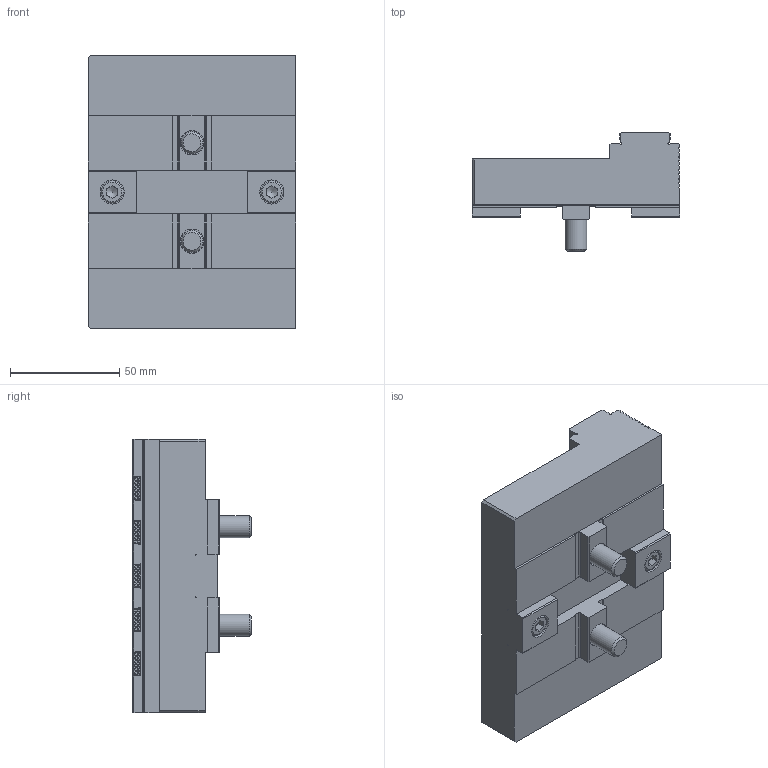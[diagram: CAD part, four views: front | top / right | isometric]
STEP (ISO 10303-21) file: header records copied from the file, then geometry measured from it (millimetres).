
FILE_DESCRIPTION(/* description */ (''),/* implementation_level */ '2;1');
FILE_NAME(/* name */ '301-0125-020-Kunde.stp',/* time_stamp */ '2023-01-20T13:27:00+01:00',/* author */ ('Chiacchiera'),/* organization */ (''),/* preprocessor_version */ 'ST-DEVELOPER v19.2',/* originating_system */ 'Autodesk Inventor 2023',/* authorisation */ '');
FILE_SCHEMA (('AUTOMOTIVE_DESIGN { 1 0 10303 214 3 1 1 }'));
Products named in the file (1): 301-0125-020-Kunde
Bounding box: 95 x 54 x 125 mm (x, y, z)
Volume: 296186.8 mm3; surface area: 50136.2 mm2
Topology: 1 solids, 27 shells, 1489 faces, 4183 edges, 2741 vertices
Faces by surface type: plane 876, cylinder 474, cone 120, torus 19
Full cylindrical faces by diameter (mm): 2.459 x11, 3 x11, 3.5 x11, 4 x11, 4.917 x2, 5 x11, 6 x2, 6.3 x2, 10 x4, 11 x4, 16 x2, 18 x2
Entity records: 54307 total; most frequent: CARTESIAN_POINT 14844, ORIENTED_EDGE 8288, DIRECTION 7443, EDGE_CURVE 4144, VERTEX_POINT 2741, LINE 2559, VECTOR 2559, AXIS2_PLACEMENT_3D 2442
